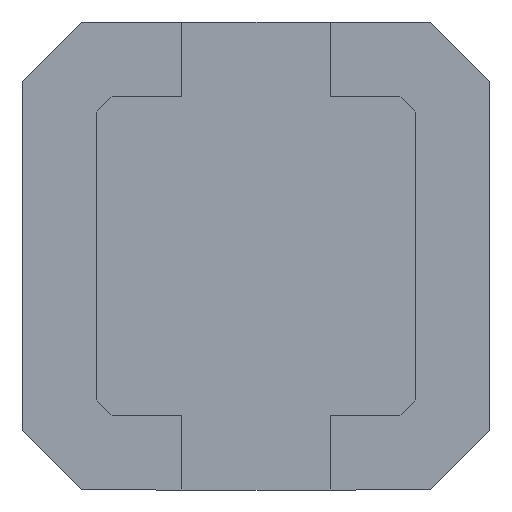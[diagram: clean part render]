
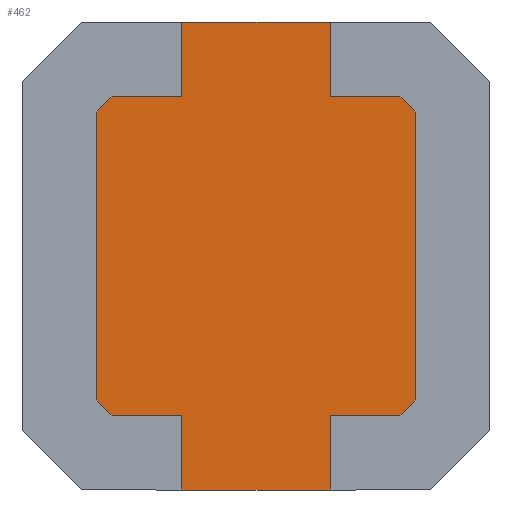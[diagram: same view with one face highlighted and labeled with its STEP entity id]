
A CAD part, front view. The second image highlights one B-rep face of the part: STEP entity #462.
In plain terms, the highlighted planar face has unit normal (0, -1, 0).
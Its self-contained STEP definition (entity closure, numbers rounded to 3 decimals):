
#12 = EDGE_LOOP ( 'NONE', ( #1219, #1224, #1225, #1223, #1222, #1221, #1226, #1220, #1218, #1227, #1228, #1229, #1230, #1231, #1232, #1233 ) ) ;
#93 = VECTOR ( 'NONE', #1386, 1000. ) ;
#355 = EDGE_CURVE ( 'NONE', #1111, #1126, #1326, .T. ) ;
#462 = ADVANCED_FACE ( 'NONE', ( #2652 ), #1971, .F. ) ;
#498 = EDGE_CURVE ( 'NONE', #1141, #1111, #2971, .T. ) ;
#499 = EDGE_CURVE ( 'NONE', #1115, #1114, #2972, .T. ) ;
#500 = EDGE_CURVE ( 'NONE', #1118, #1116, #2973, .T. ) ;
#501 = EDGE_CURVE ( 'NONE', #1141, #1113, #2974, .T. ) ;
#502 = EDGE_CURVE ( 'NONE', #1117, #1116, #2975, .T. ) ;
#503 = EDGE_CURVE ( 'NONE', #1113, #1115, #2976, .T. ) ;
#504 = EDGE_CURVE ( 'NONE', #1114, #1117, #2977, .T. ) ;
#505 = EDGE_CURVE ( 'NONE', #1119, #1118, #2978, .T. ) ;
#506 = EDGE_CURVE ( 'NONE', #1121, #1119, #2979, .T. ) ;
#507 = EDGE_CURVE ( 'NONE', #1121, #1120, #2980, .T. ) ;
#508 = EDGE_CURVE ( 'NONE', #1120, #1124, #2981, .T. ) ;
#509 = EDGE_CURVE ( 'NONE', #1124, #1123, #2982, .T. ) ;
#510 = EDGE_CURVE ( 'NONE', #1122, #1123, #2983, .T. ) ;
#511 = EDGE_CURVE ( 'NONE', #1125, #1122, #2984, .T. ) ;
#512 = EDGE_CURVE ( 'NONE', #1126, #1125, #2985, .T. ) ;
#1111 = VERTEX_POINT ( 'NONE', #2421 ) ;
#1113 = VERTEX_POINT ( 'NONE', #2423 ) ;
#1114 = VERTEX_POINT ( 'NONE', #2424 ) ;
#1115 = VERTEX_POINT ( 'NONE', #2425 ) ;
#1116 = VERTEX_POINT ( 'NONE', #2426 ) ;
#1117 = VERTEX_POINT ( 'NONE', #2427 ) ;
#1118 = VERTEX_POINT ( 'NONE', #2428 ) ;
#1119 = VERTEX_POINT ( 'NONE', #2429 ) ;
#1120 = VERTEX_POINT ( 'NONE', #2430 ) ;
#1121 = VERTEX_POINT ( 'NONE', #2431 ) ;
#1122 = VERTEX_POINT ( 'NONE', #2432 ) ;
#1123 = VERTEX_POINT ( 'NONE', #2433 ) ;
#1124 = VERTEX_POINT ( 'NONE', #2434 ) ;
#1125 = VERTEX_POINT ( 'NONE', #2435 ) ;
#1126 = VERTEX_POINT ( 'NONE', #2436 ) ;
#1141 = VERTEX_POINT ( 'NONE', #2451 ) ;
#1218 = ORIENTED_EDGE ( 'NONE', *, *, #506, .F. ) ;
#1219 = ORIENTED_EDGE ( 'NONE', *, *, #498, .F. ) ;
#1220 = ORIENTED_EDGE ( 'NONE', *, *, #505, .F. ) ;
#1221 = ORIENTED_EDGE ( 'NONE', *, *, #502, .T. ) ;
#1222 = ORIENTED_EDGE ( 'NONE', *, *, #504, .T. ) ;
#1223 = ORIENTED_EDGE ( 'NONE', *, *, #499, .T. ) ;
#1224 = ORIENTED_EDGE ( 'NONE', *, *, #501, .T. ) ;
#1225 = ORIENTED_EDGE ( 'NONE', *, *, #503, .T. ) ;
#1226 = ORIENTED_EDGE ( 'NONE', *, *, #500, .F. ) ;
#1227 = ORIENTED_EDGE ( 'NONE', *, *, #507, .T. ) ;
#1228 = ORIENTED_EDGE ( 'NONE', *, *, #508, .T. ) ;
#1229 = ORIENTED_EDGE ( 'NONE', *, *, #509, .T. ) ;
#1230 = ORIENTED_EDGE ( 'NONE', *, *, #510, .F. ) ;
#1231 = ORIENTED_EDGE ( 'NONE', *, *, #511, .F. ) ;
#1232 = ORIENTED_EDGE ( 'NONE', *, *, #512, .F. ) ;
#1233 = ORIENTED_EDGE ( 'NONE', *, *, #355, .F. ) ;
#1326 = LINE ( 'NONE', #1385, #93 ) ;
#1385 = CARTESIAN_POINT ( 'NONE',  ( 0.5, 0.15, 1.578 ) ) ;
#1386 = DIRECTION ( 'NONE',  ( 1., 0., 0. ) ) ;
#1971 = PLANE ( 'NONE',  #3040 ) ;
#1972 = CARTESIAN_POINT ( 'NONE',  ( 0.5, 0.15, 1.578 ) ) ;
#1973 = DIRECTION ( 'NONE',  ( 0., 1., 0. ) ) ;
#1974 = DIRECTION ( 'NONE',  ( 0., 0., 1. ) ) ;
#2371 = CARTESIAN_POINT ( 'NONE',  ( -0.5, 0.15, 1.578 ) ) ;
#2372 = DIRECTION ( 'NONE',  ( 0., 0., 1. ) ) ;
#2373 = CARTESIAN_POINT ( 'NONE',  ( -1.078, 0.15, 0.971 ) ) ;
#2374 = DIRECTION ( 'NONE',  ( 0., 0., -1. ) ) ;
#2375 = CARTESIAN_POINT ( 'NONE',  ( -0.5, 0.15, 1.578 ) ) ;
#2376 = DIRECTION ( 'NONE',  ( 0., 0., 1. ) ) ;
#2377 = CARTESIAN_POINT ( 'NONE',  ( -0.5, 0.15, 1.078 ) ) ;
#2378 = DIRECTION ( 'NONE',  ( -1., 0., 0. ) ) ;
#2379 = CARTESIAN_POINT ( 'NONE',  ( -0.971, 0.15, -1.078 ) ) ;
#2380 = DIRECTION ( 'NONE',  ( 1., 0., 0. ) ) ;
#2381 = CARTESIAN_POINT ( 'NONE',  ( -0.971, 0.15, 1.078 ) ) ;
#2382 = DIRECTION ( 'NONE',  ( -0.707, 0., -0.707 ) ) ;
#2383 = CARTESIAN_POINT ( 'NONE',  ( -1.078, 0.15, -0.971 ) ) ;
#2384 = DIRECTION ( 'NONE',  ( 0.707, 0., -0.707 ) ) ;
#2385 = CARTESIAN_POINT ( 'NONE',  ( 0.5, 0.15, -1.578 ) ) ;
#2386 = DIRECTION ( 'NONE',  ( -1., 0., 0. ) ) ;
#2387 = CARTESIAN_POINT ( 'NONE',  ( 0.5, 0.15, 1.578 ) ) ;
#2388 = DIRECTION ( 'NONE',  ( 0., 0., -1. ) ) ;
#2389 = CARTESIAN_POINT ( 'NONE',  ( 0.5, 0.15, -1.078 ) ) ;
#2390 = DIRECTION ( 'NONE',  ( 1., 0., 0. ) ) ;
#2391 = CARTESIAN_POINT ( 'NONE',  ( 0.971, 0.15, -1.078 ) ) ;
#2392 = DIRECTION ( 'NONE',  ( 0.707, 0., 0.707 ) ) ;
#2393 = CARTESIAN_POINT ( 'NONE',  ( 1.078, 0.15, -0.971 ) ) ;
#2394 = DIRECTION ( 'NONE',  ( 0., 0., 1. ) ) ;
#2395 = CARTESIAN_POINT ( 'NONE',  ( 0.971, 0.15, 1.078 ) ) ;
#2396 = DIRECTION ( 'NONE',  ( 0.707, 0., -0.707 ) ) ;
#2397 = CARTESIAN_POINT ( 'NONE',  ( 0.5, 0.15, 1.078 ) ) ;
#2398 = DIRECTION ( 'NONE',  ( 1., 0., 0. ) ) ;
#2399 = CARTESIAN_POINT ( 'NONE',  ( 0.5, 0.15, 1.578 ) ) ;
#2400 = DIRECTION ( 'NONE',  ( 0., 0., -1. ) ) ;
#2421 = CARTESIAN_POINT ( 'NONE',  ( -0.5, 0.15, 1.578 ) ) ;
#2423 = CARTESIAN_POINT ( 'NONE',  ( -0.971, 0.15, 1.078 ) ) ;
#2424 = CARTESIAN_POINT ( 'NONE',  ( -1.078, 0.15, -0.971 ) ) ;
#2425 = CARTESIAN_POINT ( 'NONE',  ( -1.078, 0.15, 0.971 ) ) ;
#2426 = CARTESIAN_POINT ( 'NONE',  ( -0.5, 0.15, -1.078 ) ) ;
#2427 = CARTESIAN_POINT ( 'NONE',  ( -0.971, 0.15, -1.078 ) ) ;
#2428 = CARTESIAN_POINT ( 'NONE',  ( -0.5, 0.15, -1.578 ) ) ;
#2429 = CARTESIAN_POINT ( 'NONE',  ( 0.5, 0.15, -1.578 ) ) ;
#2430 = CARTESIAN_POINT ( 'NONE',  ( 0.971, 0.15, -1.078 ) ) ;
#2431 = CARTESIAN_POINT ( 'NONE',  ( 0.5, 0.15, -1.078 ) ) ;
#2432 = CARTESIAN_POINT ( 'NONE',  ( 0.971, 0.15, 1.078 ) ) ;
#2433 = CARTESIAN_POINT ( 'NONE',  ( 1.078, 0.15, 0.971 ) ) ;
#2434 = CARTESIAN_POINT ( 'NONE',  ( 1.078, 0.15, -0.971 ) ) ;
#2435 = CARTESIAN_POINT ( 'NONE',  ( 0.5, 0.15, 1.078 ) ) ;
#2436 = CARTESIAN_POINT ( 'NONE',  ( 0.5, 0.15, 1.578 ) ) ;
#2451 = CARTESIAN_POINT ( 'NONE',  ( -0.5, 0.15, 1.078 ) ) ;
#2652 = FACE_OUTER_BOUND ( 'NONE', #12, .T. ) ;
#2819 = VECTOR ( 'NONE', #2372, 1000. ) ;
#2820 = VECTOR ( 'NONE', #2374, 1000. ) ;
#2821 = VECTOR ( 'NONE', #2376, 1000. ) ;
#2822 = VECTOR ( 'NONE', #2378, 1000. ) ;
#2823 = VECTOR ( 'NONE', #2380, 1000. ) ;
#2824 = VECTOR ( 'NONE', #2382, 1000. ) ;
#2825 = VECTOR ( 'NONE', #2384, 1000. ) ;
#2826 = VECTOR ( 'NONE', #2386, 1000. ) ;
#2827 = VECTOR ( 'NONE', #2388, 1000. ) ;
#2828 = VECTOR ( 'NONE', #2390, 1000. ) ;
#2829 = VECTOR ( 'NONE', #2392, 1000. ) ;
#2830 = VECTOR ( 'NONE', #2394, 1000. ) ;
#2831 = VECTOR ( 'NONE', #2396, 1000. ) ;
#2832 = VECTOR ( 'NONE', #2398, 1000. ) ;
#2833 = VECTOR ( 'NONE', #2400, 1000. ) ;
#2971 = LINE ( 'NONE', #2371, #2819 ) ;
#2972 = LINE ( 'NONE', #2373, #2820 ) ;
#2973 = LINE ( 'NONE', #2375, #2821 ) ;
#2974 = LINE ( 'NONE', #2377, #2822 ) ;
#2975 = LINE ( 'NONE', #2379, #2823 ) ;
#2976 = LINE ( 'NONE', #2381, #2824 ) ;
#2977 = LINE ( 'NONE', #2383, #2825 ) ;
#2978 = LINE ( 'NONE', #2385, #2826 ) ;
#2979 = LINE ( 'NONE', #2387, #2827 ) ;
#2980 = LINE ( 'NONE', #2389, #2828 ) ;
#2981 = LINE ( 'NONE', #2391, #2829 ) ;
#2982 = LINE ( 'NONE', #2393, #2830 ) ;
#2983 = LINE ( 'NONE', #2395, #2831 ) ;
#2984 = LINE ( 'NONE', #2397, #2832 ) ;
#2985 = LINE ( 'NONE', #2399, #2833 ) ;
#3040 = AXIS2_PLACEMENT_3D ( 'NONE', #1972, #1973, #1974 ) ;
